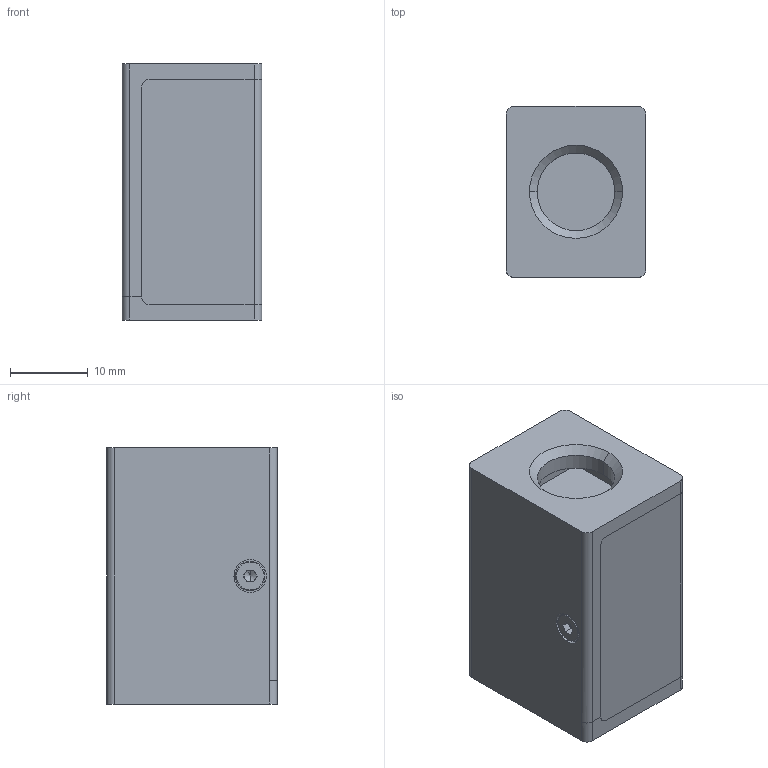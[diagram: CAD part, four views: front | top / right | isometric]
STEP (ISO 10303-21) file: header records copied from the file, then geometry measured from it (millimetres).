
FILE_DESCRIPTION (( 'STEP AP203' ), '1' );
FILE_NAME ('PC10S.13.00.00.INFO.STEP', '2013-02-05T08:32:19', ( 'Almantas' ), ( '' ), 'SwSTEP 2.0', 'SolidWorks 2012', '' );
FILE_SCHEMA (( 'CONFIG_CONTROL_DESIGN' ));
Length unit declared in the file: millimetre
Products named in the file (1): PC10S.13.00.00.INFO
Bounding box: 18 x 22 x 33 mm (x, y, z)
Surface area: 4878.8 mm2 (no closed solid volume)
Topology: 0 solids, 9 shells, 60 faces, 206 edges, 151 vertices
Faces by surface type: plane 31, cylinder 21, cone 6, torus 2
Entity records: 2317 total; most frequent: CARTESIAN_POINT 424, DIRECTION 408, ORIENTED_EDGE 312, EDGE_CURVE 204, VERTEX_POINT 151, AXIS2_PLACEMENT_3D 145, LINE 118, VECTOR 118
